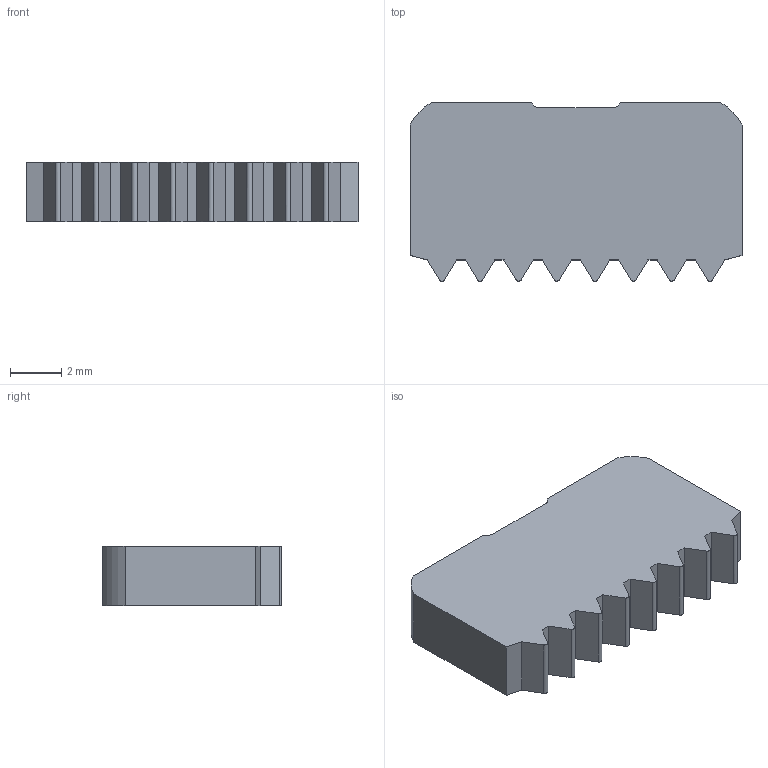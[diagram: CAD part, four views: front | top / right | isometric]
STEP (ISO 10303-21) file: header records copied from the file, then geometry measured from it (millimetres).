
FILE_DESCRIPTION(/* description */ (''),/* implementation_level */ '2;1');
FILE_NAME(/* name */ '13NMS1.5ISO.stp',/* time_stamp */ '2012-10-16T15:46:10+05:00',/* author */ (''),/* organization */ (''),/* preprocessor_version */ 'ST-DEVELOPER v11',/* originating_system */ 'SIEMENS PLM Software NX 7.5',/* authorisation */ '');
FILE_SCHEMA (('AUTOMOTIVE_DESIGN { 1 0 10303 214 1 1 1 1 }'));
Length unit declared in the file: millimetre
Products named in the file (1): inpu3929ytzr
Bounding box: 13 x 6.99 x 2.32 mm (x, y, z)
Volume: 192.4 mm3; surface area: 269.2 mm2
Topology: 1 solids, 1 shells, 46 faces, 132 edges, 88 vertices
Faces by surface type: plane 34, extrusion 8, cylinder 4
Entity records: 1932 total; most frequent: CARTESIAN_POINT 699, ORIENTED_EDGE 264, DIRECTION 226, EDGE_CURVE 132, VECTOR 116, LINE 108, VERTEX_POINT 88, AXIS2_PLACEMENT_3D 55
